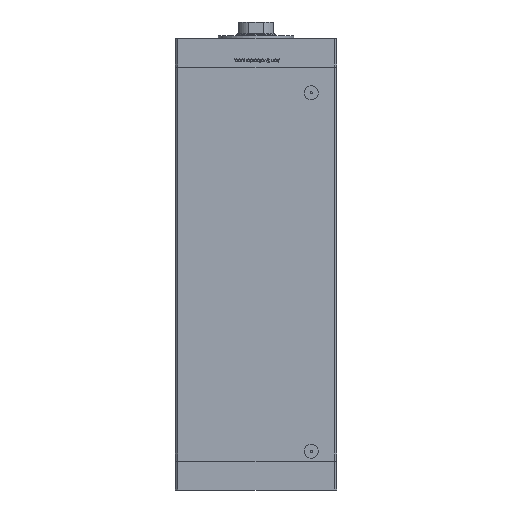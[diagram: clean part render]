
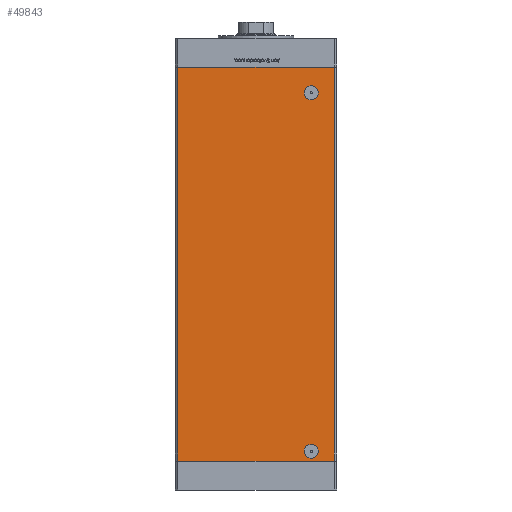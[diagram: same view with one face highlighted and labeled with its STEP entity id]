
A CAD part, front view. The second image highlights one B-rep face of the part: STEP entity #49843.
In plain terms, the highlighted planar face has unit normal (0, -1, 0).
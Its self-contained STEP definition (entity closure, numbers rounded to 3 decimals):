
#2431 = CARTESIAN_POINT ( 'NONE',  ( 51.5, -62.5, 2.42 ) ) ;
#2649 = CARTESIAN_POINT ( 'NONE',  ( 73., -62.5, 367. ) ) ;
#2872 = AXIS2_PLACEMENT_3D ( 'NONE', #35183, #47030, #30970 ) ;
#3456 = AXIS2_PLACEMENT_3D ( 'NONE', #36835, #48435, #20763 ) ;
#3633 = CARTESIAN_POINT ( 'NONE',  ( -73., -62.5, 0. ) ) ;
#3950 = ORIENTED_EDGE ( 'NONE', *, *, #45293, .F. ) ;
#4246 = VECTOR ( 'NONE', #51578, 1000. ) ;
#4564 = CARTESIAN_POINT ( 'NONE',  ( -73., -62.5, 0. ) ) ;
#5728 = DIRECTION ( 'NONE',  ( 0., -1., 0. ) ) ;
#5837 = VERTEX_POINT ( 'NONE', #3633 ) ;
#5866 = VECTOR ( 'NONE', #9505, 1000. ) ;
#6084 = LINE ( 'NONE', #2649, #7261 ) ;
#7012 = CIRCLE ( 'NONE', #51624, 6.58 ) ;
#7261 = VECTOR ( 'NONE', #50868, 1000. ) ;
#8393 = FACE_BOUND ( 'NONE', #45744, .T. ) ;
#9505 = DIRECTION ( 'NONE',  ( 0., 0., -1. ) ) ;
#10174 = VECTOR ( 'NONE', #44605, 1000. ) ;
#11558 = AXIS2_PLACEMENT_3D ( 'NONE', #17566, #5728, #17317 ) ;
#11599 = VERTEX_POINT ( 'NONE', #39641 ) ;
#12862 = CARTESIAN_POINT ( 'NONE',  ( 73., -62.5, 0. ) ) ;
#14693 = LINE ( 'NONE', #18365, #4246 ) ;
#15506 = CARTESIAN_POINT ( 'NONE',  ( 51.5, -62.5, 336.42 ) ) ;
#17317 = DIRECTION ( 'NONE',  ( 0., 0., -1. ) ) ;
#17566 = CARTESIAN_POINT ( 'NONE',  ( 51.5, -62.5, 9. ) ) ;
#18290 = CARTESIAN_POINT ( 'NONE',  ( 51.5, -62.5, 343. ) ) ;
#18365 = CARTESIAN_POINT ( 'NONE',  ( -73., -62.5, 367. ) ) ;
#19285 = VERTEX_POINT ( 'NONE', #15506 ) ;
#19783 = VERTEX_POINT ( 'NONE', #2431 ) ;
#20567 = CARTESIAN_POINT ( 'NONE',  ( -73., -62.5, 367. ) ) ;
#20763 = DIRECTION ( 'NONE',  ( 0., 0., 1. ) ) ;
#21674 = EDGE_CURVE ( 'NONE', #5837, #38393, #29065, .T. ) ;
#25331 = CARTESIAN_POINT ( 'NONE',  ( 51.5, -62.5, 15.58 ) ) ;
#25727 = DIRECTION ( 'NONE',  ( 0., 1., 0. ) ) ;
#26233 = DIRECTION ( 'NONE',  ( 0., 0., -1. ) ) ;
#27508 = AXIS2_PLACEMENT_3D ( 'NONE', #18290, #25727, #26233 ) ;
#27795 = EDGE_LOOP ( 'NONE', ( #33419, #51666, #43925, #31501 ) ) ;
#27882 = CARTESIAN_POINT ( 'NONE',  ( 51.5, -62.5, 9. ) ) ;
#28265 = EDGE_CURVE ( 'NONE', #19783, #39779, #7012, .T. ) ;
#29065 = LINE ( 'NONE', #4564, #10174 ) ;
#30262 = CARTESIAN_POINT ( 'NONE',  ( -73., -62.5, 367. ) ) ;
#30970 = DIRECTION ( 'NONE',  ( 0., 0., -1. ) ) ;
#31501 = ORIENTED_EDGE ( 'NONE', *, *, #46418, .T. ) ;
#32534 = CIRCLE ( 'NONE', #27508, 6.58 ) ;
#32889 = FACE_OUTER_BOUND ( 'NONE', #27795, .T. ) ;
#33419 = ORIENTED_EDGE ( 'NONE', *, *, #21674, .T. ) ;
#35183 = CARTESIAN_POINT ( 'NONE',  ( 51.5, -62.5, 343. ) ) ;
#35241 = VERTEX_POINT ( 'NONE', #30262 ) ;
#35736 = EDGE_CURVE ( 'NONE', #19285, #46253, #51659, .T. ) ;
#36835 = CARTESIAN_POINT ( 'NONE',  ( -73., -62.5, 367. ) ) ;
#38393 = VERTEX_POINT ( 'NONE', #12862 ) ;
#39641 = CARTESIAN_POINT ( 'NONE',  ( 73., -62.5, 367. ) ) ;
#39779 = VERTEX_POINT ( 'NONE', #25331 ) ;
#40759 = ORIENTED_EDGE ( 'NONE', *, *, #43617, .T. ) ;
#41331 = ORIENTED_EDGE ( 'NONE', *, *, #35736, .T. ) ;
#41628 = EDGE_CURVE ( 'NONE', #11599, #38393, #6084, .T. ) ;
#43617 = EDGE_CURVE ( 'NONE', #46253, #19285, #32534, .T. ) ;
#43925 = ORIENTED_EDGE ( 'NONE', *, *, #47820, .F. ) ;
#43941 = DIRECTION ( 'NONE',  ( 0., -1., 0. ) ) ;
#44605 = DIRECTION ( 'NONE',  ( 1., 0., 0. ) ) ;
#45205 = CIRCLE ( 'NONE', #11558, 6.58 ) ;
#45293 = EDGE_CURVE ( 'NONE', #39779, #19783, #45205, .T. ) ;
#45587 = LINE ( 'NONE', #20567, #5866 ) ;
#45744 = EDGE_LOOP ( 'NONE', ( #51128, #3950 ) ) ;
#46253 = VERTEX_POINT ( 'NONE', #51424 ) ;
#46418 = EDGE_CURVE ( 'NONE', #35241, #5837, #45587, .T. ) ;
#47030 = DIRECTION ( 'NONE',  ( 0., 1., 0. ) ) ;
#47820 = EDGE_CURVE ( 'NONE', #35241, #11599, #14693, .T. ) ;
#47876 = DIRECTION ( 'NONE',  ( 0., 0., -1. ) ) ;
#48151 = EDGE_LOOP ( 'NONE', ( #41331, #40759 ) ) ;
#48435 = DIRECTION ( 'NONE',  ( 0., 1., 0. ) ) ;
#48686 = FACE_BOUND ( 'NONE', #48151, .T. ) ;
#49843 = ADVANCED_FACE ( 'NONE', ( #8393, #32889, #48686 ), #52148, .F. ) ;
#50868 = DIRECTION ( 'NONE',  ( 0., 0., -1. ) ) ;
#51128 = ORIENTED_EDGE ( 'NONE', *, *, #28265, .F. ) ;
#51424 = CARTESIAN_POINT ( 'NONE',  ( 51.5, -62.5, 349.58 ) ) ;
#51578 = DIRECTION ( 'NONE',  ( 1., 0., 0. ) ) ;
#51624 = AXIS2_PLACEMENT_3D ( 'NONE', #27882, #43941, #47876 ) ;
#51659 = CIRCLE ( 'NONE', #2872, 6.58 ) ;
#51666 = ORIENTED_EDGE ( 'NONE', *, *, #41628, .F. ) ;
#52148 = PLANE ( 'NONE',  #3456 ) ;
